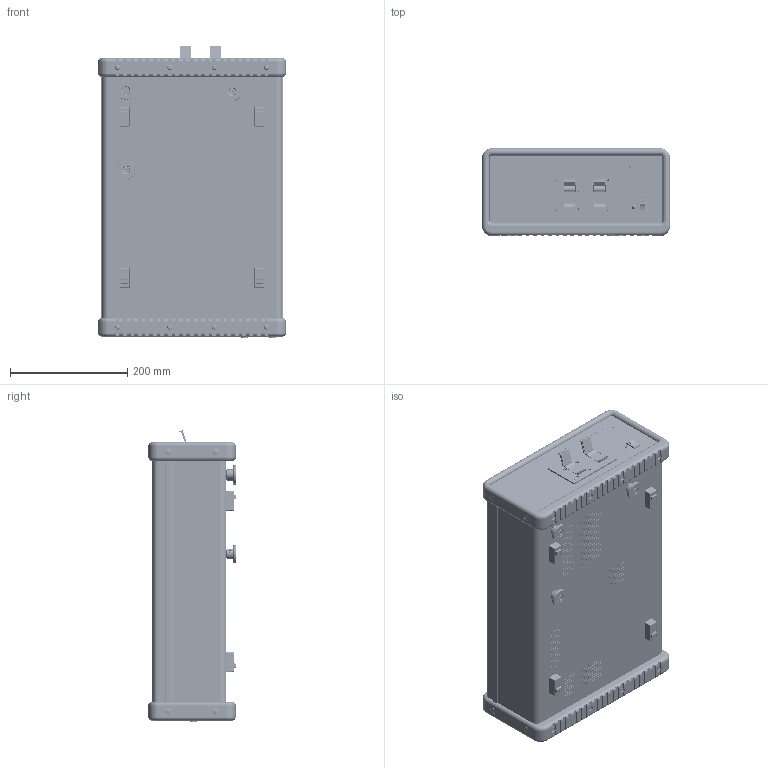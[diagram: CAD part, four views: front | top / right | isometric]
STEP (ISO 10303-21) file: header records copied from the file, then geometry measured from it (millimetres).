
FILE_DESCRIPTION (( 'STEP AP214' ), '1' );
FILE_NAME ('STN012216-E0W.STEP', '2014-10-30T09:22:31', ( '' ), ( '' ), 'SwSTEP 2.0', 'SolidWorks 2014', '' );
FILE_SCHEMA (( 'AUTOMOTIVE_DESIGN' ));
Length unit declared in the file: millimetre
Products named in the file (1): STN012216-E0W
Bounding box: 321.82 x 150.61 x 496.54 mm (x, y, z)
Surface area: 1122952.2 mm2 (no closed solid volume)
Topology: 0 solids, 298 shells, 1938 faces, 15863 edges, 14231 vertices
Faces by surface type: cylinder 998, plane 771, torus 51, cone 46, sphere 41, bspline 31
Full cylindrical faces by diameter (mm): 1.5 x4, 2 x654, 2.261 x1, 3 x2, 5 x2, 5.7 x2, 6 x1, 6.3 x4, 6.35 x2, 7 x2, 8 x4, 9.6 x2, 10.16 x8, 11.049 x13, 11.43 x16, 12 x7, 14.3 x3, 17 x3, 24 x1, 31.75 x3, 44.45 x2, 49 x1
Entity records: 206420 total; most frequent: CARTESIAN_POINT 71617, DIRECTION 20432, ORIENTED_EDGE 19825, EDGE_CURVE 14944, VERTEX_POINT 14154, LINE 8658, VECTOR 8658, AXIS2_PLACEMENT_3D 5887
